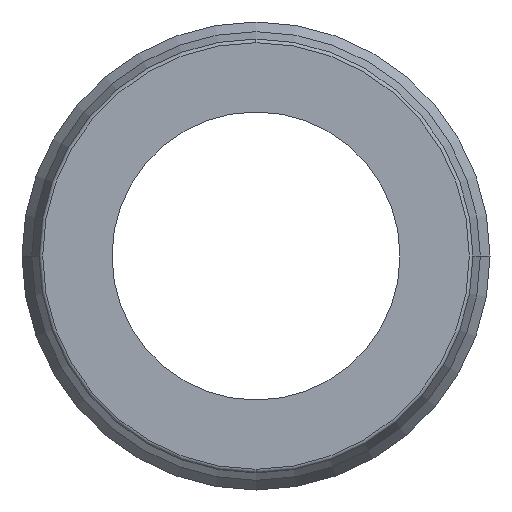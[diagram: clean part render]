
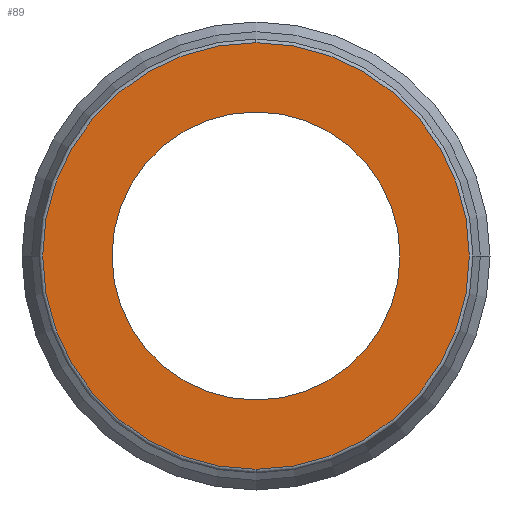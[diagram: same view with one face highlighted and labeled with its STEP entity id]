
A CAD part, front view. The second image highlights one B-rep face of the part: STEP entity #89.
In plain terms, the highlighted planar face has unit normal (0, -1, 0).
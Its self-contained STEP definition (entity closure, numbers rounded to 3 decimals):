
#89=ADVANCED_FACE('',(#212,#213),#214,.T.);
#212=FACE_BOUND('',#377,.T.);
#213=FACE_OUTER_BOUND('',#378,.T.);
#214=PLANE('',#379);
#377=EDGE_LOOP('',(#794,#795));
#378=EDGE_LOOP('',(#796,#797,#798));
#379=AXIS2_PLACEMENT_3D('',#799,#800,#801);
#794=ORIENTED_EDGE('',*,*,#1198,.T.);
#795=ORIENTED_EDGE('',*,*,#1197,.T.);
#796=ORIENTED_EDGE('',*,*,#1161,.F.);
#797=ORIENTED_EDGE('',*,*,#1160,.F.);
#798=ORIENTED_EDGE('',*,*,#1210,.F.);
#799=CARTESIAN_POINT('',(2.963,0.,0.0));
#800=DIRECTION('',(0.,-1.0,0.0));
#801=DIRECTION('',(-1.0,0.,-0.0));
#1160=EDGE_CURVE('',#1431,#1434,#1435,.T.);
#1161=EDGE_CURVE('',#1434,#1436,#1437,.T.);
#1197=EDGE_CURVE('',#1495,#1499,#1501,.T.);
#1198=EDGE_CURVE('',#1499,#1495,#1502,.T.);
#1210=EDGE_CURVE('',#1436,#1431,#1515,.T.);
#1431=VERTEX_POINT('',#1773);
#1434=VERTEX_POINT('',#1776);
#1435=CIRCLE('',#1777,5.925);
#1436=VERTEX_POINT('',#1778);
#1437=CIRCLE('',#1779,5.925);
#1495=VERTEX_POINT('',#1845);
#1499=VERTEX_POINT('',#1850);
#1501=CIRCLE('',#1853,4.0);
#1502=CIRCLE('',#1854,4.0);
#1515=CIRCLE('',#1867,5.925);
#1773=CARTESIAN_POINT('',(0.,0.,5.925));
#1776=CARTESIAN_POINT('',(5.925,0.,0.0));
#1777=AXIS2_PLACEMENT_3D('',#2141,#2142,#2143);
#1778=CARTESIAN_POINT('',(0.,0.,-5.925));
#1779=AXIS2_PLACEMENT_3D('',#2144,#2145,#2146);
#1845=CARTESIAN_POINT('',(4.0,0.,0.));
#1850=CARTESIAN_POINT('',(-4.0,0.,0.));
#1853=AXIS2_PLACEMENT_3D('',#2232,#2233,#2234);
#1854=AXIS2_PLACEMENT_3D('',#2235,#2236,#2237);
#1867=AXIS2_PLACEMENT_3D('',#2271,#2272,#2273);
#2141=CARTESIAN_POINT('',(0.0,0.,0.0));
#2142=DIRECTION('',(-0.0,1.0,0.0));
#2143=DIRECTION('',(1.0,0.0,0.0));
#2144=CARTESIAN_POINT('',(0.0,0.,0.0));
#2145=DIRECTION('',(-0.0,1.0,0.0));
#2146=DIRECTION('',(1.0,0.0,0.0));
#2232=CARTESIAN_POINT('',(0.0,0.,0.0));
#2233=DIRECTION('',(0.,1.0,0.0));
#2234=DIRECTION('',(1.0,0.,0.0));
#2235=CARTESIAN_POINT('',(0.0,0.,0.0));
#2236=DIRECTION('',(0.,1.0,0.0));
#2237=DIRECTION('',(1.0,0.,0.0));
#2271=CARTESIAN_POINT('',(0.0,0.,0.0));
#2272=DIRECTION('',(-0.0,1.0,0.0));
#2273=DIRECTION('',(1.0,0.0,0.0));
